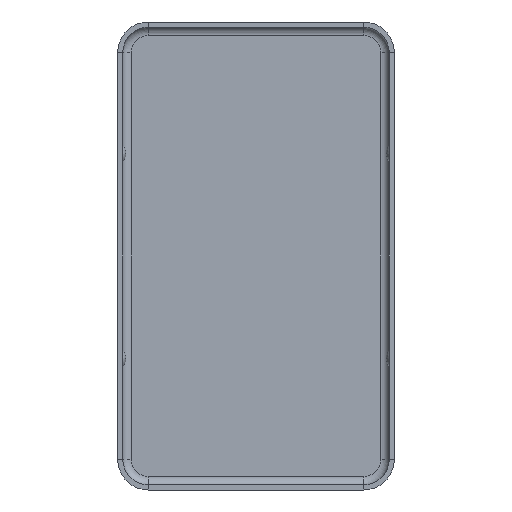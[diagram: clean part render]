
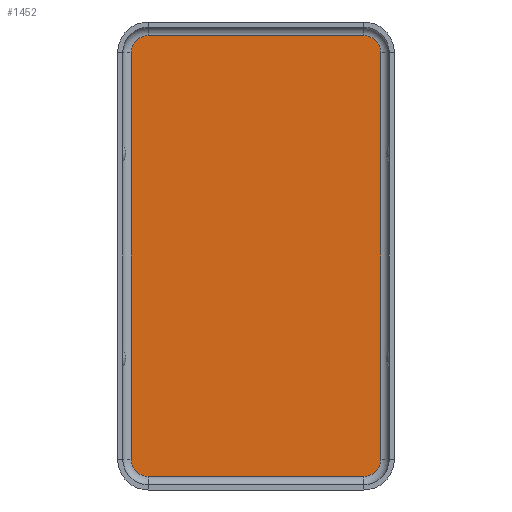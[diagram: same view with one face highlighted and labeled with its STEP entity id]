
A CAD part, front view. The second image highlights one B-rep face of the part: STEP entity #1452.
In plain terms, the highlighted planar face has unit normal (0, -1, 0).
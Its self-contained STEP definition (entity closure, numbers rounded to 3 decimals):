
#16 = CIRCLE ( 'NONE', #274, 1. ) ;
#32 = EDGE_CURVE ( 'NONE', #1152, #43, #124, .T. ) ;
#43 = VERTEX_POINT ( 'NONE', #1347 ) ;
#47 = VERTEX_POINT ( 'NONE', #1567 ) ;
#80 = DIRECTION ( 'NONE',  ( -1., 0., 0. ) ) ;
#95 = FACE_OUTER_BOUND ( 'NONE', #307, .T. ) ;
#107 = DIRECTION ( 'NONE',  ( 0., 1., 0. ) ) ;
#124 = LINE ( 'NONE', #1217, #571 ) ;
#136 = VECTOR ( 'NONE', #1093, 1000. ) ;
#149 = AXIS2_PLACEMENT_3D ( 'NONE', #542, #1550, #921 ) ;
#240 = DIRECTION ( 'NONE',  ( 0., 0., 1. ) ) ;
#274 = AXIS2_PLACEMENT_3D ( 'NONE', #1086, #1209, #576 ) ;
#286 = DIRECTION ( 'NONE',  ( 1., 0., 0. ) ) ;
#300 = AXIS2_PLACEMENT_3D ( 'NONE', #1113, #107, #240 ) ;
#307 = EDGE_LOOP ( 'NONE', ( #352, #1010, #1001, #772, #803, #1074, #1322, #1366 ) ) ;
#315 = DIRECTION ( 'NONE',  ( 0., -1., 0. ) ) ;
#329 = CARTESIAN_POINT ( 'NONE',  ( -7.3, -0.3, 11.9 ) ) ;
#338 = CARTESIAN_POINT ( 'NONE',  ( 7.3, -0.3, 0. ) ) ;
#352 = ORIENTED_EDGE ( 'NONE', *, *, #1433, .T. ) ;
#397 = LINE ( 'NONE', #711, #1455 ) ;
#405 = CARTESIAN_POINT ( 'NONE',  ( 6.3, -0.3, -11.9 ) ) ;
#415 = CIRCLE ( 'NONE', #863, 1. ) ;
#515 = CIRCLE ( 'NONE', #149, 1. ) ;
#542 = CARTESIAN_POINT ( 'NONE',  ( -6.3, -0.3, -11.9 ) ) ;
#571 = VECTOR ( 'NONE', #80, 1000. ) ;
#576 = DIRECTION ( 'NONE',  ( -1., 0., 0. ) ) ;
#627 = CARTESIAN_POINT ( 'NONE',  ( 7.3, -0.3, 11.9 ) ) ;
#653 = EDGE_CURVE ( 'NONE', #47, #1152, #975, .T. ) ;
#682 = EDGE_CURVE ( 'NONE', #1554, #43, #515, .T. ) ;
#683 = CARTESIAN_POINT ( 'NONE',  ( 6.3, -0.3, -12.9 ) ) ;
#708 = LINE ( 'NONE', #1106, #1624 ) ;
#711 = CARTESIAN_POINT ( 'NONE',  ( -7.3, -0.3, 0. ) ) ;
#735 = PLANE ( 'NONE',  #300 ) ;
#772 = ORIENTED_EDGE ( 'NONE', *, *, #682, .T. ) ;
#803 = ORIENTED_EDGE ( 'NONE', *, *, #32, .F. ) ;
#821 = CARTESIAN_POINT ( 'NONE',  ( 6.3, -0.3, 12.9 ) ) ;
#863 = AXIS2_PLACEMENT_3D ( 'NONE', #949, #315, #963 ) ;
#876 = EDGE_CURVE ( 'NONE', #1050, #1516, #415, .T. ) ;
#921 = DIRECTION ( 'NONE',  ( -1., 0., 0. ) ) ;
#923 = LINE ( 'NONE', #338, #136 ) ;
#949 = CARTESIAN_POINT ( 'NONE',  ( 6.3, -0.3, 11.9 ) ) ;
#958 = CARTESIAN_POINT ( 'NONE',  ( -7.3, -0.3, -11.9 ) ) ;
#963 = DIRECTION ( 'NONE',  ( 1., 0., 0. ) ) ;
#975 = CIRCLE ( 'NONE', #1525, 1. ) ;
#1001 = ORIENTED_EDGE ( 'NONE', *, *, #1457, .T. ) ;
#1010 = ORIENTED_EDGE ( 'NONE', *, *, #1608, .F. ) ;
#1050 = VERTEX_POINT ( 'NONE', #627 ) ;
#1060 = DIRECTION ( 'NONE',  ( 0., 0., -1. ) ) ;
#1074 = ORIENTED_EDGE ( 'NONE', *, *, #653, .F. ) ;
#1086 = CARTESIAN_POINT ( 'NONE',  ( -6.3, -0.3, 11.9 ) ) ;
#1093 = DIRECTION ( 'NONE',  ( 0., 0., -1. ) ) ;
#1106 = CARTESIAN_POINT ( 'NONE',  ( 6.3, -0.3, 12.9 ) ) ;
#1113 = CARTESIAN_POINT ( 'NONE',  ( 6.3, -0.3, -11.9 ) ) ;
#1152 = VERTEX_POINT ( 'NONE', #683 ) ;
#1209 = DIRECTION ( 'NONE',  ( 0., 1., 0. ) ) ;
#1217 = CARTESIAN_POINT ( 'NONE',  ( 6.3, -0.3, -12.9 ) ) ;
#1246 = VERTEX_POINT ( 'NONE', #1278 ) ;
#1278 = CARTESIAN_POINT ( 'NONE',  ( -6.3, -0.3, 12.9 ) ) ;
#1293 = EDGE_CURVE ( 'NONE', #1050, #47, #923, .T. ) ;
#1322 = ORIENTED_EDGE ( 'NONE', *, *, #1293, .F. ) ;
#1347 = CARTESIAN_POINT ( 'NONE',  ( -6.3, -0.3, -12.9 ) ) ;
#1353 = VERTEX_POINT ( 'NONE', #329 ) ;
#1365 = DIRECTION ( 'NONE',  ( -1., 0., 0. ) ) ;
#1366 = ORIENTED_EDGE ( 'NONE', *, *, #876, .T. ) ;
#1433 = EDGE_CURVE ( 'NONE', #1516, #1246, #708, .T. ) ;
#1452 = ADVANCED_FACE ( 'NONE', ( #95 ), #735, .F. ) ;
#1455 = VECTOR ( 'NONE', #1060, 1000. ) ;
#1457 = EDGE_CURVE ( 'NONE', #1353, #1554, #397, .T. ) ;
#1516 = VERTEX_POINT ( 'NONE', #821 ) ;
#1525 = AXIS2_PLACEMENT_3D ( 'NONE', #405, #1532, #286 ) ;
#1532 = DIRECTION ( 'NONE',  ( 0., 1., 0. ) ) ;
#1550 = DIRECTION ( 'NONE',  ( 0., -1., 0. ) ) ;
#1554 = VERTEX_POINT ( 'NONE', #958 ) ;
#1567 = CARTESIAN_POINT ( 'NONE',  ( 7.3, -0.3, -11.9 ) ) ;
#1608 = EDGE_CURVE ( 'NONE', #1353, #1246, #16, .T. ) ;
#1624 = VECTOR ( 'NONE', #1365, 1000. ) ;
